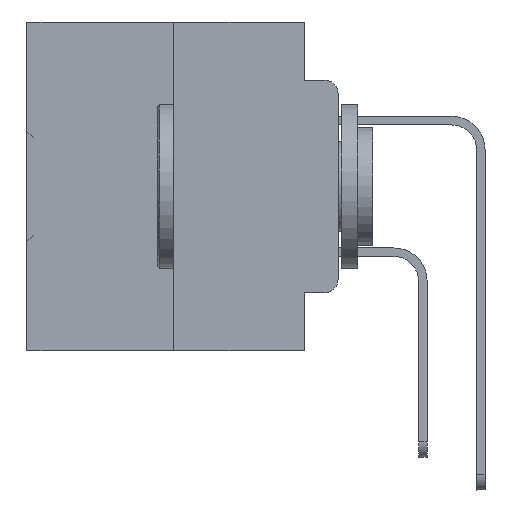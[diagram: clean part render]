
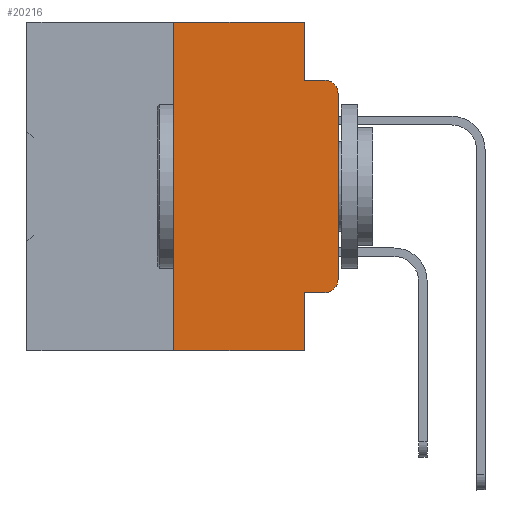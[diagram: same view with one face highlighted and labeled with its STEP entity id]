
A CAD part, left-side view. The second image highlights one B-rep face of the part: STEP entity #20216.
In plain terms, the highlighted planar face has unit normal (-1, 0, 0).
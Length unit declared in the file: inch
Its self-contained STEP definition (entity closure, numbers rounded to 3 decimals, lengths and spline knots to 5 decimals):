
#658 = ORIENTED_EDGE ( 'NONE', *, *, #21562, .T. ) ;
#715 = EDGE_CURVE ( 'NONE', #38626, #39832, #31980, .T. ) ;
#756 = CARTESIAN_POINT ( 'NONE',  ( 0., 0.25, 0. ) ) ;
#1291 = DIRECTION ( 'NONE',  ( -1., 0., 0. ) ) ;
#1537 = EDGE_CURVE ( 'NONE', #32757, #37317, #28408, .T. ) ;
#1625 = DIRECTION ( 'NONE',  ( 1., 0., 0. ) ) ;
#1697 = ORIENTED_EDGE ( 'NONE', *, *, #36040, .F. ) ;
#1855 = EDGE_CURVE ( 'NONE', #39832, #31997, #14831, .T. ) ;
#2128 = VECTOR ( 'NONE', #2738, 39.37008 ) ;
#2607 = LINE ( 'NONE', #39563, #16125 ) ;
#2646 = VECTOR ( 'NONE', #13056, 39.37008 ) ;
#2651 = VECTOR ( 'NONE', #30544, 39.37008 ) ;
#2738 = DIRECTION ( 'NONE',  ( 0., -1., 0. ) ) ;
#2983 = AXIS2_PLACEMENT_3D ( 'NONE', #7731, #1291, #34988 ) ;
#5228 = PLANE ( 'NONE',  #26763 ) ;
#5642 = CARTESIAN_POINT ( 'NONE',  ( 0., 0.051, -0.4115 ) ) ;
#5946 = VECTOR ( 'NONE', #24143, 39.37008 ) ;
#5978 = ORIENTED_EDGE ( 'NONE', *, *, #22180, .T. ) ;
#6038 = ORIENTED_EDGE ( 'NONE', *, *, #1855, .T. ) ;
#6216 = EDGE_CURVE ( 'NONE', #31179, #10171, #2607, .T. ) ;
#6890 = VERTEX_POINT ( 'NONE', #13174 ) ;
#7618 = CARTESIAN_POINT ( 'NONE',  ( 0., 0.25, -0.5 ) ) ;
#7731 = CARTESIAN_POINT ( 'NONE',  ( 0., 0.02, -0.3915 ) ) ;
#8820 = DIRECTION ( 'NONE',  ( 0., 0., -1. ) ) ;
#9430 = AXIS2_PLACEMENT_3D ( 'NONE', #9599, #21938, #8820 ) ;
#9599 = CARTESIAN_POINT ( 'NONE',  ( 0., 0.02, -0.1085 ) ) ;
#9812 = LINE ( 'NONE', #28805, #21920 ) ;
#9886 = CARTESIAN_POINT ( 'NONE',  ( 0., 0.02, -0.4115 ) ) ;
#10171 = VERTEX_POINT ( 'NONE', #19238 ) ;
#10636 = ORIENTED_EDGE ( 'NONE', *, *, #6216, .F. ) ;
#11672 = DIRECTION ( 'NONE',  ( 0., 0., -1. ) ) ;
#11799 = CARTESIAN_POINT ( 'NONE',  ( 0., 0., 0. ) ) ;
#12617 = ORIENTED_EDGE ( 'NONE', *, *, #1537, .F. ) ;
#13056 = DIRECTION ( 'NONE',  ( 0., 0., 1. ) ) ;
#13174 = CARTESIAN_POINT ( 'NONE',  ( 0., 0.051, -0.5 ) ) ;
#13690 = CARTESIAN_POINT ( 'NONE',  ( 0., 0.02, -0.0885 ) ) ;
#14088 = EDGE_CURVE ( 'NONE', #21588, #6890, #27329, .T. ) ;
#14831 = LINE ( 'NONE', #11799, #5946 ) ;
#15199 = CARTESIAN_POINT ( 'NONE',  ( 0., 0.051, 0. ) ) ;
#16119 = ORIENTED_EDGE ( 'NONE', *, *, #20945, .T. ) ;
#16125 = VECTOR ( 'NONE', #11672, 39.37008 ) ;
#16498 = DIRECTION ( 'NONE',  ( 0., -1., 0. ) ) ;
#17728 = VECTOR ( 'NONE', #23839, 39.37008 ) ;
#19238 = CARTESIAN_POINT ( 'NONE',  ( 0., 0.051, -0.0885 ) ) ;
#20216 = ADVANCED_FACE ( 'NONE', ( #20776 ), #5228, .F. ) ;
#20776 = FACE_OUTER_BOUND ( 'NONE', #39277, .T. ) ;
#20945 = EDGE_CURVE ( 'NONE', #32757, #6890, #32146, .T. ) ;
#21562 = EDGE_CURVE ( 'NONE', #21588, #38626, #33308, .T. ) ;
#21588 = VERTEX_POINT ( 'NONE', #30671 ) ;
#21920 = VECTOR ( 'NONE', #16498, 39.37008 ) ;
#21938 = DIRECTION ( 'NONE',  ( -1., 0., 0. ) ) ;
#22031 = CARTESIAN_POINT ( 'NONE',  ( 0., 0., -0.3915 ) ) ;
#22180 = EDGE_CURVE ( 'NONE', #31997, #31566, #25601, .T. ) ;
#22684 = CARTESIAN_POINT ( 'NONE',  ( 0., 0.473, -0.5 ) ) ;
#23839 = DIRECTION ( 'NONE',  ( 0., -1., 0. ) ) ;
#24141 = LINE ( 'NONE', #39698, #2128 ) ;
#24143 = DIRECTION ( 'NONE',  ( 0., 0., 1. ) ) ;
#24306 = EDGE_CURVE ( 'NONE', #10171, #31566, #9812, .T. ) ;
#25406 = CARTESIAN_POINT ( 'NONE',  ( 0., 0.25, 0. ) ) ;
#25532 = DIRECTION ( 'NONE',  ( 0., -1., 0. ) ) ;
#25601 = CIRCLE ( 'NONE', #9430, 0.02 ) ;
#26763 = AXIS2_PLACEMENT_3D ( 'NONE', #32884, #1625, #33084 ) ;
#27329 = LINE ( 'NONE', #15199, #2651 ) ;
#28408 = LINE ( 'NONE', #756, #2646 ) ;
#28805 = CARTESIAN_POINT ( 'NONE',  ( 0., 0.051, -0.0885 ) ) ;
#30010 = VECTOR ( 'NONE', #25532, 39.37008 ) ;
#30281 = CARTESIAN_POINT ( 'NONE',  ( 0., 0.051, 0. ) ) ;
#30544 = DIRECTION ( 'NONE',  ( 0., 0., -1. ) ) ;
#30655 = ORIENTED_EDGE ( 'NONE', *, *, #24306, .F. ) ;
#30671 = CARTESIAN_POINT ( 'NONE',  ( 0., 0.051, -0.4115 ) ) ;
#30929 = ORIENTED_EDGE ( 'NONE', *, *, #715, .T. ) ;
#31179 = VERTEX_POINT ( 'NONE', #30281 ) ;
#31566 = VERTEX_POINT ( 'NONE', #13690 ) ;
#31980 = CIRCLE ( 'NONE', #2983, 0.02 ) ;
#31997 = VERTEX_POINT ( 'NONE', #39829 ) ;
#32146 = LINE ( 'NONE', #22684, #30010 ) ;
#32757 = VERTEX_POINT ( 'NONE', #7618 ) ;
#32884 = CARTESIAN_POINT ( 'NONE',  ( 0., 0.473, 0. ) ) ;
#33084 = DIRECTION ( 'NONE',  ( 0., 0., -1. ) ) ;
#33308 = LINE ( 'NONE', #5642, #17728 ) ;
#34988 = DIRECTION ( 'NONE',  ( 0., 0., -1. ) ) ;
#36040 = EDGE_CURVE ( 'NONE', #37317, #31179, #24141, .T. ) ;
#37317 = VERTEX_POINT ( 'NONE', #25406 ) ;
#38626 = VERTEX_POINT ( 'NONE', #9886 ) ;
#39059 = ORIENTED_EDGE ( 'NONE', *, *, #14088, .F. ) ;
#39277 = EDGE_LOOP ( 'NONE', ( #6038, #5978, #30655, #10636, #1697, #12617, #16119, #39059, #658, #30929 ) ) ;
#39563 = CARTESIAN_POINT ( 'NONE',  ( 0., 0.051, 0. ) ) ;
#39698 = CARTESIAN_POINT ( 'NONE',  ( 0., 0.473, 0. ) ) ;
#39829 = CARTESIAN_POINT ( 'NONE',  ( 0., 0., -0.1085 ) ) ;
#39832 = VERTEX_POINT ( 'NONE', #22031 ) ;
